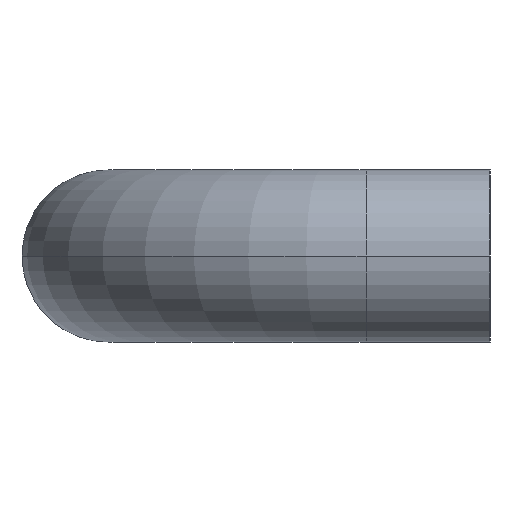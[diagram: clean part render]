
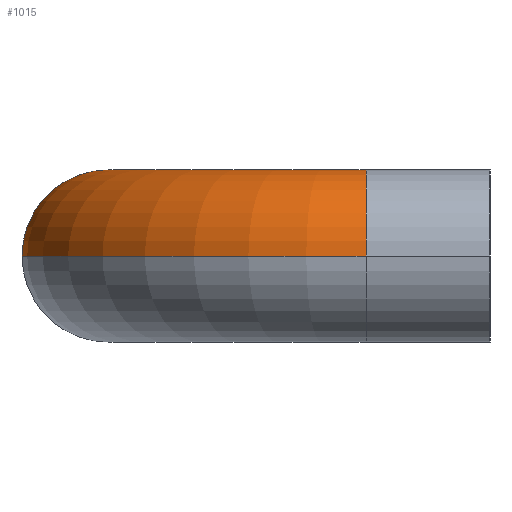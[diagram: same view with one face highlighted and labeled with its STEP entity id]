
A CAD part, left-side view. The second image highlights one B-rep face of the part: STEP entity #1015.
In plain terms, the highlighted toroidal (fillet/blend) face has major radius 37.5 mm and minor radius 12.5 mm.
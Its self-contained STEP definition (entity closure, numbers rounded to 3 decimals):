
#13 = CARTESIAN_POINT ( 'NONE',  ( -112.5, 18., 0. ) ) ;
#14 = DIRECTION ( 'NONE',  ( 0., 0., 1. ) ) ;
#15 = DIRECTION ( 'NONE',  ( 1., 0., 0. ) ) ;
#63 = CARTESIAN_POINT ( 'NONE',  ( -112.5, 68., 0. ) ) ;
#75 = CARTESIAN_POINT ( 'NONE',  ( -137.5, 18., 0. ) ) ;
#76 = CARTESIAN_POINT ( 'NONE',  ( -112.5, 43., 0. ) ) ;
#82 = CARTESIAN_POINT ( 'NONE',  ( -162.5, 18., 0. ) ) ;
#151 = CIRCLE ( 'NONE', #596, 12.5 ) ;
#339 = CARTESIAN_POINT ( 'NONE',  ( -112.5, 18., 0. ) ) ;
#340 = DIRECTION ( 'NONE',  ( 0., 0., 1. ) ) ;
#341 = DIRECTION ( 'NONE',  ( 1., 0., 0. ) ) ;
#342 = CARTESIAN_POINT ( 'NONE',  ( -150., 18., 0. ) ) ;
#343 = DIRECTION ( 'NONE',  ( 0., -1., 0. ) ) ;
#344 = DIRECTION ( 'NONE',  ( 0., 0., 1. ) ) ;
#391 = CARTESIAN_POINT ( 'NONE',  ( -112.5, 18., 0. ) ) ;
#392 = DIRECTION ( 'NONE',  ( 0., 0., 1. ) ) ;
#393 = DIRECTION ( 'NONE',  ( 1., 0., 0. ) ) ;
#523 = EDGE_CURVE ( 'NONE', #854, #841, #151, .T. ) ;
#576 = EDGE_CURVE ( 'NONE', #841, #860, #1112, .T. ) ;
#577 = EDGE_CURVE ( 'NONE', #853, #860, #616, .T. ) ;
#585 = EDGE_CURVE ( 'NONE', #854, #853, #610, .T. ) ;
#596 = AXIS2_PLACEMENT_3D ( 'NONE', #723, #718, #717 ) ;
#610 = CIRCLE ( 'NONE', #625, 25. ) ;
#616 = CIRCLE ( 'NONE', #779, 12.5 ) ;
#625 = AXIS2_PLACEMENT_3D ( 'NONE', #13, #14, #15 ) ;
#669 = TOROIDAL_SURFACE ( 'NONE', #1080, 37.5, 12.5 ) ;
#717 = DIRECTION ( 'NONE',  ( 0., 0., 1. ) ) ;
#718 = DIRECTION ( 'NONE',  ( -1., 0., 0. ) ) ;
#723 = CARTESIAN_POINT ( 'NONE',  ( -112.5, 55.5, 0. ) ) ;
#779 = AXIS2_PLACEMENT_3D ( 'NONE', #342, #343, #344 ) ;
#783 = AXIS2_PLACEMENT_3D ( 'NONE', #339, #340, #341 ) ;
#841 = VERTEX_POINT ( 'NONE', #63 ) ;
#853 = VERTEX_POINT ( 'NONE', #75 ) ;
#854 = VERTEX_POINT ( 'NONE', #76 ) ;
#860 = VERTEX_POINT ( 'NONE', #82 ) ;
#879 = EDGE_LOOP ( 'NONE', ( #980, #977, #978, #976 ) ) ;
#976 = ORIENTED_EDGE ( 'NONE', *, *, #585, .F. ) ;
#977 = ORIENTED_EDGE ( 'NONE', *, *, #576, .T. ) ;
#978 = ORIENTED_EDGE ( 'NONE', *, *, #577, .F. ) ;
#980 = ORIENTED_EDGE ( 'NONE', *, *, #523, .T. ) ;
#1015 = ADVANCED_FACE ( 'NONE', ( #1074 ), #669, .T. ) ;
#1074 = FACE_OUTER_BOUND ( 'NONE', #879, .T. ) ;
#1080 = AXIS2_PLACEMENT_3D ( 'NONE', #391, #392, #393 ) ;
#1112 = CIRCLE ( 'NONE', #783, 50. ) ;
